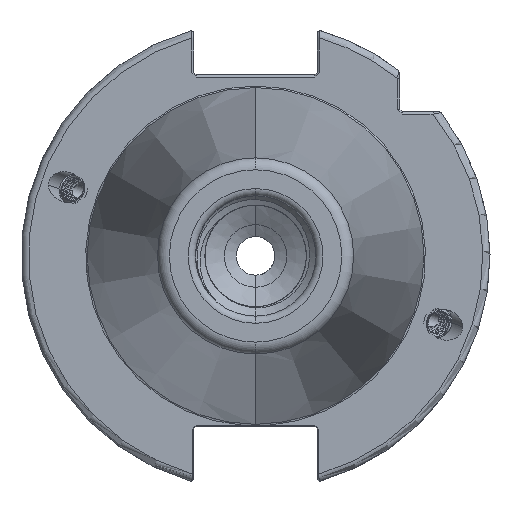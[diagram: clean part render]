
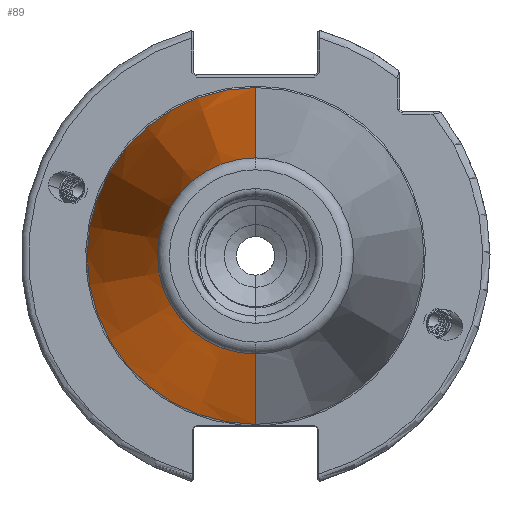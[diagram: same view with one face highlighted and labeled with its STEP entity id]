
A CAD part, left-side view. The second image highlights one B-rep face of the part: STEP entity #89.
In plain terms, the highlighted conical face has half-angle 8.297 degrees and reference radius 35.392 mm.
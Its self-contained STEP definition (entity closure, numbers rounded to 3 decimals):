
#89 = ADVANCED_FACE ( 'NONE', ( #15816 ), #15795, .T. ) ;
#345 = ORIENTED_EDGE ( 'NONE', *, *, #6736, .F. ) ;
#1720 = AXIS2_PLACEMENT_3D ( 'NONE', #10363, #10329, #10377 ) ;
#1731 = AXIS2_PLACEMENT_3D ( 'NONE', #10333, #10375, #10365 ) ;
#1737 = AXIS2_PLACEMENT_3D ( 'NONE', #10338, #10383, #10361 ) ;
#2164 = CARTESIAN_POINT ( 'NONE',  ( -2.5, 35.027, 0. ) ) ;
#2188 = CARTESIAN_POINT ( 'NONE',  ( -2.5, 0., -35.027 ) ) ;
#2190 = CARTESIAN_POINT ( 'NONE',  ( -2.5, 0., 35.027 ) ) ;
#2202 = CARTESIAN_POINT ( 'NONE',  ( -102.811, 0., 20.399 ) ) ;
#2230 = CARTESIAN_POINT ( 'NONE',  ( -102.811, 0., -20.399 ) ) ;
#2889 = LINE ( 'NONE', #10385, #2924 ) ;
#2909 = LINE ( 'NONE', #10344, #2927 ) ;
#2910 = CIRCLE ( 'NONE', #1720, 20.399 ) ;
#2924 = VECTOR ( 'NONE', #10406, 1000. ) ;
#2925 = CIRCLE ( 'NONE', #1731, 35.027 ) ;
#2927 = VECTOR ( 'NONE', #10320, 1000. ) ;
#2936 = CIRCLE ( 'NONE', #1737, 35.027 ) ;
#6728 = EDGE_CURVE ( 'NONE', #24839, #24841, #2936, .T. ) ;
#6729 = EDGE_CURVE ( 'NONE', #24841, #24853, #2925, .T. ) ;
#6732 = EDGE_CURVE ( 'NONE', #24890, #24853, #2889, .T. ) ;
#6734 = EDGE_CURVE ( 'NONE', #24906, #24890, #2910, .T. ) ;
#6736 = EDGE_CURVE ( 'NONE', #24906, #24839, #2909, .T. ) ;
#7236 = EDGE_LOOP ( 'NONE', ( #22835, #22940, #22920, #22929, #345 ) ) ;
#10225 = DIRECTION ( 'NONE',  ( 1., 0., 0. ) ) ;
#10239 = CARTESIAN_POINT ( 'NONE',  ( 0., 0., 0. ) ) ;
#10251 = DIRECTION ( 'NONE',  ( 0., 0., -1. ) ) ;
#10320 = DIRECTION ( 'NONE',  ( 0.99, 0., -0.144 ) ) ;
#10329 = DIRECTION ( 'NONE',  ( 1., 0., 0. ) ) ;
#10333 = CARTESIAN_POINT ( 'NONE',  ( -2.5, 0., 0. ) ) ;
#10338 = CARTESIAN_POINT ( 'NONE',  ( -2.5, 0., 0. ) ) ;
#10344 = CARTESIAN_POINT ( 'NONE',  ( 0., 0., -35.392 ) ) ;
#10361 = DIRECTION ( 'NONE',  ( 0., 1., 0. ) ) ;
#10363 = CARTESIAN_POINT ( 'NONE',  ( -102.811, 0., 0. ) ) ;
#10365 = DIRECTION ( 'NONE',  ( 0., 1., 0. ) ) ;
#10375 = DIRECTION ( 'NONE',  ( 1., 0., 0. ) ) ;
#10377 = DIRECTION ( 'NONE',  ( 0., 0., 1. ) ) ;
#10383 = DIRECTION ( 'NONE',  ( 1., 0., 0. ) ) ;
#10385 = CARTESIAN_POINT ( 'NONE',  ( 0., 0., 35.392 ) ) ;
#10406 = DIRECTION ( 'NONE',  ( 0.99, 0., 0.144 ) ) ;
#15795 = CONICAL_SURFACE ( 'NONE', #26820, 35.392, 0.145 ) ;
#15816 = FACE_OUTER_BOUND ( 'NONE', #7236, .T. ) ;
#22835 = ORIENTED_EDGE ( 'NONE', *, *, #6734, .T. ) ;
#22920 = ORIENTED_EDGE ( 'NONE', *, *, #6729, .F. ) ;
#22929 = ORIENTED_EDGE ( 'NONE', *, *, #6728, .F. ) ;
#22940 = ORIENTED_EDGE ( 'NONE', *, *, #6732, .T. ) ;
#24839 = VERTEX_POINT ( 'NONE', #2188 ) ;
#24841 = VERTEX_POINT ( 'NONE', #2164 ) ;
#24853 = VERTEX_POINT ( 'NONE', #2190 ) ;
#24890 = VERTEX_POINT ( 'NONE', #2202 ) ;
#24906 = VERTEX_POINT ( 'NONE', #2230 ) ;
#26820 = AXIS2_PLACEMENT_3D ( 'NONE', #10239, #10225, #10251 ) ;
